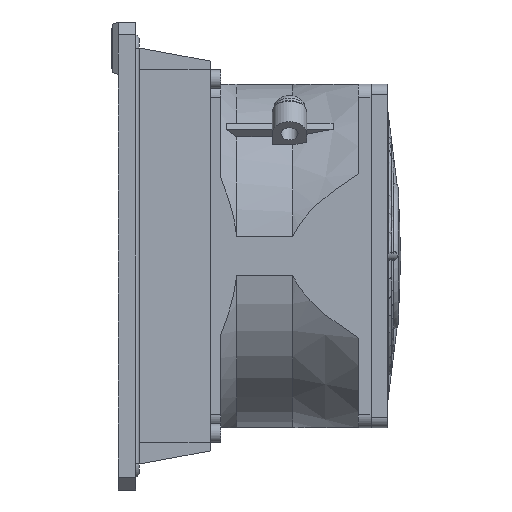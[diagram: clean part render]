
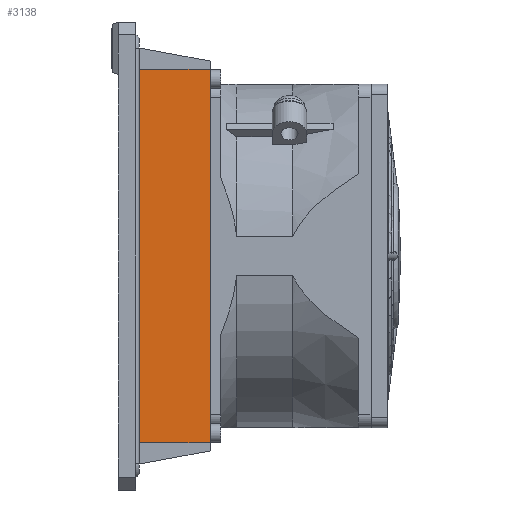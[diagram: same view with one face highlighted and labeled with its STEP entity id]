
A CAD part, left-side view. The second image highlights one B-rep face of the part: STEP entity #3138.
In plain terms, the highlighted planar face has unit normal (-1, 0, 0).
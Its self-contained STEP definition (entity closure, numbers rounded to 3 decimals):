
#1110 = CARTESIAN_POINT ( 'NONE',  ( -45., 17.75, 43.5 ) ) ;
#1579 = DIRECTION ( 'NONE',  ( 0., -1., 0. ) ) ;
#1889 = EDGE_CURVE ( 'NONE', #48481, #53716, #16767, .T. ) ;
#3138 = ADVANCED_FACE ( 'NONE', ( #13205 ), #3361, .T. ) ;
#3361 = PLANE ( 'NONE',  #13140 ) ;
#8070 = VECTOR ( 'NONE', #19802, 1000. ) ;
#8397 = ORIENTED_EDGE ( 'NONE', *, *, #48958, .T. ) ;
#8883 = VECTOR ( 'NONE', #51039, 1000. ) ;
#8917 = VERTEX_POINT ( 'NONE', #56298 ) ;
#11113 = ORIENTED_EDGE ( 'NONE', *, *, #23125, .T. ) ;
#13140 = AXIS2_PLACEMENT_3D ( 'NONE', #43105, #34050, #47194 ) ;
#13205 = FACE_OUTER_BOUND ( 'NONE', #31630, .T. ) ;
#16470 = LINE ( 'NONE', #33078, #8070 ) ;
#16767 = LINE ( 'NONE', #51230, #19609 ) ;
#19609 = VECTOR ( 'NONE', #1579, 1000. ) ;
#19802 = DIRECTION ( 'NONE',  ( 0., -1., 0. ) ) ;
#22911 = VERTEX_POINT ( 'NONE', #52343 ) ;
#23125 = EDGE_CURVE ( 'NONE', #48481, #8917, #45139, .T. ) ;
#24859 = VECTOR ( 'NONE', #57751, 1000. ) ;
#27507 = CARTESIAN_POINT ( 'NONE',  ( -45., 0., 43.5 ) ) ;
#31630 = EDGE_LOOP ( 'NONE', ( #8397, #44272, #43744, #11113 ) ) ;
#33078 = CARTESIAN_POINT ( 'NONE',  ( -45., 34.48, -43.5 ) ) ;
#34050 = DIRECTION ( 'NONE',  ( -1., 0., 0. ) ) ;
#39380 = EDGE_CURVE ( 'NONE', #53716, #22911, #40362, .T. ) ;
#40362 = LINE ( 'NONE', #50843, #8883 ) ;
#43105 = CARTESIAN_POINT ( 'NONE',  ( -45., 168.242, 45. ) ) ;
#43744 = ORIENTED_EDGE ( 'NONE', *, *, #1889, .F. ) ;
#44272 = ORIENTED_EDGE ( 'NONE', *, *, #39380, .F. ) ;
#45139 = LINE ( 'NONE', #48595, #24859 ) ;
#47194 = DIRECTION ( 'NONE',  ( 0., 0., 1. ) ) ;
#48481 = VERTEX_POINT ( 'NONE', #1110 ) ;
#48595 = CARTESIAN_POINT ( 'NONE',  ( -45., 17.75, 45. ) ) ;
#48958 = EDGE_CURVE ( 'NONE', #8917, #22911, #16470, .T. ) ;
#50843 = CARTESIAN_POINT ( 'NONE',  ( -45., 0., 45. ) ) ;
#51039 = DIRECTION ( 'NONE',  ( 0., 0., -1. ) ) ;
#51230 = CARTESIAN_POINT ( 'NONE',  ( -45., 34.48, 43.5 ) ) ;
#52343 = CARTESIAN_POINT ( 'NONE',  ( -45., 0., -43.5 ) ) ;
#53716 = VERTEX_POINT ( 'NONE', #27507 ) ;
#56298 = CARTESIAN_POINT ( 'NONE',  ( -45., 17.75, -43.5 ) ) ;
#57751 = DIRECTION ( 'NONE',  ( 0., 0., -1. ) ) ;
